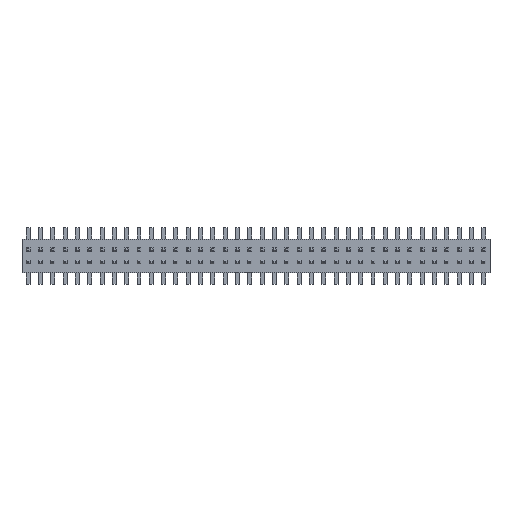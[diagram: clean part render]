
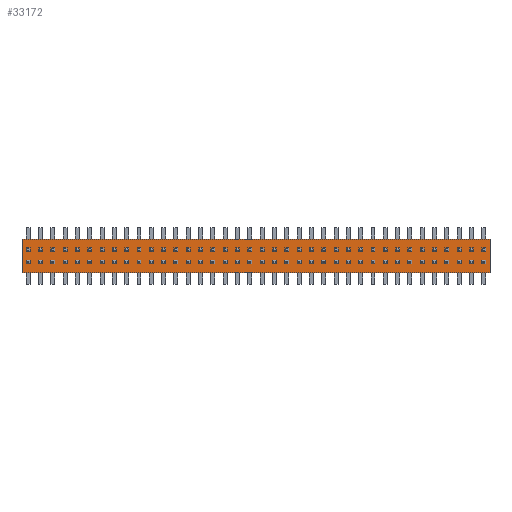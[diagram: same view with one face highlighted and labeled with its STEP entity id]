
A CAD part, top view. The second image highlights one B-rep face of the part: STEP entity #33172.
In plain terms, the highlighted face is planar.
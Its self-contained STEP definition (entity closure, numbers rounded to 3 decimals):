
#33040 = EDGE_CURVE('',#33041,#33043,#33045,.T.);
#33041 = VERTEX_POINT('',#33042);
#33042 = CARTESIAN_POINT('',(-24.13,1.753,-1.715));
#33043 = VERTEX_POINT('',#33044);
#33044 = CARTESIAN_POINT('',(-24.13,1.753,1.715));
#33045 = LINE('',#33046,#33047);
#33046 = CARTESIAN_POINT('',(-24.13,1.753,-1.715));
#33047 = VECTOR('',#33048,1.);
#33048 = DIRECTION('',(0.,0.,1.));
#33080 = EDGE_CURVE('',#33043,#33081,#33083,.T.);
#33081 = VERTEX_POINT('',#33082);
#33082 = CARTESIAN_POINT('',(24.13,1.753,1.715));
#33083 = LINE('',#33084,#33085);
#33084 = CARTESIAN_POINT('',(-24.13,1.753,1.715));
#33085 = VECTOR('',#33086,1.);
#33086 = DIRECTION('',(1.,0.,0.));
#33111 = EDGE_CURVE('',#33081,#33112,#33114,.T.);
#33112 = VERTEX_POINT('',#33113);
#33113 = CARTESIAN_POINT('',(24.13,1.753,-1.715));
#33114 = LINE('',#33115,#33116);
#33115 = CARTESIAN_POINT('',(24.13,1.753,1.715));
#33116 = VECTOR('',#33117,1.);
#33117 = DIRECTION('',(0.,0.,-1.));
#33142 = EDGE_CURVE('',#33112,#33041,#33143,.T.);
#33143 = LINE('',#33144,#33145);
#33144 = CARTESIAN_POINT('',(24.13,1.753,-1.715));
#33145 = VECTOR('',#33146,1.);
#33146 = DIRECTION('',(-1.,0.,0.));
#33172 = ADVANCED_FACE('',(#33173),#33179,.T.);
#33173 = FACE_BOUND('',#33174,.T.);
#33174 = EDGE_LOOP('',(#33175,#33176,#33177,#33178));
#33175 = ORIENTED_EDGE('',*,*,#33040,.T.);
#33176 = ORIENTED_EDGE('',*,*,#33080,.T.);
#33177 = ORIENTED_EDGE('',*,*,#33111,.T.);
#33178 = ORIENTED_EDGE('',*,*,#33142,.T.);
#33179 = PLANE('',#33180);
#33180 = AXIS2_PLACEMENT_3D('',#33181,#33182,#33183);
#33181 = CARTESIAN_POINT('',(0.,1.753,0.));
#33182 = DIRECTION('',(0.,1.,0.));
#33183 = DIRECTION('',(0.,-0.,1.));
